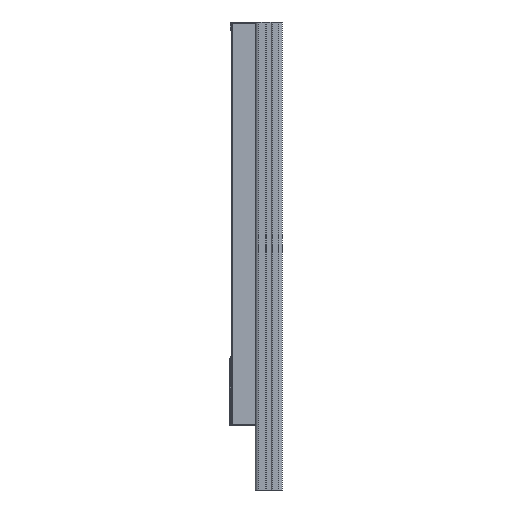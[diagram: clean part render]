
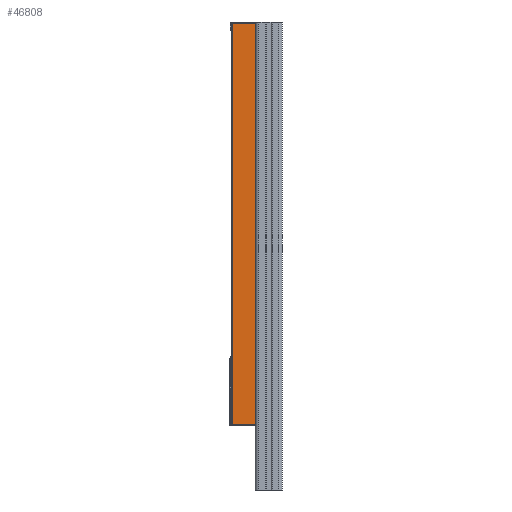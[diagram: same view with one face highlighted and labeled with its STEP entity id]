
A CAD part, left-side view. The second image highlights one B-rep face of the part: STEP entity #46808.
In plain terms, the highlighted planar face has unit normal (-1, 0, 0).
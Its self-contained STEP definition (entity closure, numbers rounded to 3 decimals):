
#43046 = PLANE('',#43047);
#43047 = AXIS2_PLACEMENT_3D('',#43048,#43049,#43050);
#43048 = CARTESIAN_POINT('',(-0.064,-2.1,601.5)
  );
#43049 = DIRECTION('',(0.,0.,-1.));
#43050 = DIRECTION('',(-1.,0.,0.));
#43105 = PLANE('',#43106);
#43106 = AXIS2_PLACEMENT_3D('',#43107,#43108,#43109);
#43107 = CARTESIAN_POINT('',(-0.064,-2.1,1.5));
#43108 = DIRECTION('',(0.,0.,-1.));
#43109 = DIRECTION('',(-1.,0.,0.));
#46695 = PLANE('',#46696);
#46696 = AXIS2_PLACEMENT_3D('',#46697,#46698,#46699);
#46697 = CARTESIAN_POINT('',(-0.064,-19.6,1.5));
#46698 = DIRECTION('',(0.,1.,0.));
#46699 = DIRECTION('',(1.,0.,0.));
#46737 = VERTEX_POINT('',#46738);
#46738 = CARTESIAN_POINT('',(-17.564,-19.6,601.5));
#46759 = EDGE_CURVE('',#46760,#46737,#46762,.T.);
#46760 = VERTEX_POINT('',#46761);
#46761 = CARTESIAN_POINT('',(-17.564,-19.6,1.5));
#46762 = SURFACE_CURVE('',#46763,(#46767,#46774),.PCURVE_S1.);
#46763 = LINE('',#46764,#46765);
#46764 = CARTESIAN_POINT('',(-17.564,-19.6,1.5));
#46765 = VECTOR('',#46766,1.);
#46766 = DIRECTION('',(0.,-0.,1.));
#46767 = PCURVE('',#46695,#46768);
#46768 = DEFINITIONAL_REPRESENTATION('',(#46769),#46773);
#46769 = LINE('',#46770,#46771);
#46770 = CARTESIAN_POINT('',(-17.5,0.));
#46771 = VECTOR('',#46772,1.);
#46772 = DIRECTION('',(0.,-1.));
#46773 = ( GEOMETRIC_REPRESENTATION_CONTEXT(2) 
PARAMETRIC_REPRESENTATION_CONTEXT() REPRESENTATION_CONTEXT('2D SPACE',''
  ) );
#46774 = PCURVE('',#46775,#46780);
#46775 = PLANE('',#46776);
#46776 = AXIS2_PLACEMENT_3D('',#46777,#46778,#46779);
#46777 = CARTESIAN_POINT('',(-17.564,-2.1,1.5));
#46778 = DIRECTION('',(1.,0.,0.));
#46779 = DIRECTION('',(0.,-1.,0.));
#46780 = DEFINITIONAL_REPRESENTATION('',(#46781),#46785);
#46781 = LINE('',#46782,#46783);
#46782 = CARTESIAN_POINT('',(17.5,0.));
#46783 = VECTOR('',#46784,1.);
#46784 = DIRECTION('',(0.,-1.));
#46785 = ( GEOMETRIC_REPRESENTATION_CONTEXT(2) 
PARAMETRIC_REPRESENTATION_CONTEXT() REPRESENTATION_CONTEXT('2D SPACE',''
  ) );
#46808 = ADVANCED_FACE('',(#46809),#46775,.F.);
#46809 = FACE_BOUND('',#46810,.T.);
#46810 = EDGE_LOOP('',(#46811,#46834,#46862,#46883));
#46811 = ORIENTED_EDGE('',*,*,#46812,.T.);
#46812 = EDGE_CURVE('',#46737,#46813,#46815,.T.);
#46813 = VERTEX_POINT('',#46814);
#46814 = CARTESIAN_POINT('',(-17.564,14.1,601.5));
#46815 = SURFACE_CURVE('',#46816,(#46820,#46827),.PCURVE_S1.);
#46816 = LINE('',#46817,#46818);
#46817 = CARTESIAN_POINT('',(-17.564,-2.1,601.5));
#46818 = VECTOR('',#46819,1.);
#46819 = DIRECTION('',(0.,1.,0.));
#46820 = PCURVE('',#46775,#46821);
#46821 = DEFINITIONAL_REPRESENTATION('',(#46822),#46826);
#46822 = LINE('',#46823,#46824);
#46823 = CARTESIAN_POINT('',(0.,-600.));
#46824 = VECTOR('',#46825,1.);
#46825 = DIRECTION('',(-1.,0.));
#46826 = ( GEOMETRIC_REPRESENTATION_CONTEXT(2) 
PARAMETRIC_REPRESENTATION_CONTEXT() REPRESENTATION_CONTEXT('2D SPACE',''
  ) );
#46827 = PCURVE('',#43046,#46828);
#46828 = DEFINITIONAL_REPRESENTATION('',(#46829),#46833);
#46829 = LINE('',#46830,#46831);
#46830 = CARTESIAN_POINT('',(17.5,0.));
#46831 = VECTOR('',#46832,1.);
#46832 = DIRECTION('',(0.,1.));
#46833 = ( GEOMETRIC_REPRESENTATION_CONTEXT(2) 
PARAMETRIC_REPRESENTATION_CONTEXT() REPRESENTATION_CONTEXT('2D SPACE',''
  ) );
#46834 = ORIENTED_EDGE('',*,*,#46835,.F.);
#46835 = EDGE_CURVE('',#46836,#46813,#46838,.T.);
#46836 = VERTEX_POINT('',#46837);
#46837 = CARTESIAN_POINT('',(-17.564,14.1,1.5));
#46838 = SURFACE_CURVE('',#46839,(#46843,#46850),.PCURVE_S1.);
#46839 = LINE('',#46840,#46841);
#46840 = CARTESIAN_POINT('',(-17.564,14.1,1.5));
#46841 = VECTOR('',#46842,1.);
#46842 = DIRECTION('',(0.,-0.,1.));
#46843 = PCURVE('',#46775,#46844);
#46844 = DEFINITIONAL_REPRESENTATION('',(#46845),#46849);
#46845 = LINE('',#46846,#46847);
#46846 = CARTESIAN_POINT('',(-16.2,0.));
#46847 = VECTOR('',#46848,1.);
#46848 = DIRECTION('',(0.,-1.));
#46849 = ( GEOMETRIC_REPRESENTATION_CONTEXT(2) 
PARAMETRIC_REPRESENTATION_CONTEXT() REPRESENTATION_CONTEXT('2D SPACE',''
  ) );
#46850 = PCURVE('',#46851,#46856);
#46851 = CYLINDRICAL_SURFACE('',#46852,0.3);
#46852 = AXIS2_PLACEMENT_3D('',#46853,#46854,#46855);
#46853 = CARTESIAN_POINT('',(-17.864,14.1,1.5));
#46854 = DIRECTION('',(0.,-0.,1.));
#46855 = DIRECTION('',(1.,0.,0.));
#46856 = DEFINITIONAL_REPRESENTATION('',(#46857),#46861);
#46857 = LINE('',#46858,#46859);
#46858 = CARTESIAN_POINT('',(0.,0.));
#46859 = VECTOR('',#46860,1.);
#46860 = DIRECTION('',(0.,1.));
#46861 = ( GEOMETRIC_REPRESENTATION_CONTEXT(2) 
PARAMETRIC_REPRESENTATION_CONTEXT() REPRESENTATION_CONTEXT('2D SPACE',''
  ) );
#46862 = ORIENTED_EDGE('',*,*,#46863,.F.);
#46863 = EDGE_CURVE('',#46760,#46836,#46864,.T.);
#46864 = SURFACE_CURVE('',#46865,(#46869,#46876),.PCURVE_S1.);
#46865 = LINE('',#46866,#46867);
#46866 = CARTESIAN_POINT('',(-17.564,-2.1,1.5));
#46867 = VECTOR('',#46868,1.);
#46868 = DIRECTION('',(0.,1.,0.));
#46869 = PCURVE('',#46775,#46870);
#46870 = DEFINITIONAL_REPRESENTATION('',(#46871),#46875);
#46871 = LINE('',#46872,#46873);
#46872 = CARTESIAN_POINT('',(0.,-0.));
#46873 = VECTOR('',#46874,1.);
#46874 = DIRECTION('',(-1.,0.));
#46875 = ( GEOMETRIC_REPRESENTATION_CONTEXT(2) 
PARAMETRIC_REPRESENTATION_CONTEXT() REPRESENTATION_CONTEXT('2D SPACE',''
  ) );
#46876 = PCURVE('',#43105,#46877);
#46877 = DEFINITIONAL_REPRESENTATION('',(#46878),#46882);
#46878 = LINE('',#46879,#46880);
#46879 = CARTESIAN_POINT('',(17.5,0.));
#46880 = VECTOR('',#46881,1.);
#46881 = DIRECTION('',(0.,1.));
#46882 = ( GEOMETRIC_REPRESENTATION_CONTEXT(2) 
PARAMETRIC_REPRESENTATION_CONTEXT() REPRESENTATION_CONTEXT('2D SPACE',''
  ) );
#46883 = ORIENTED_EDGE('',*,*,#46759,.T.);
